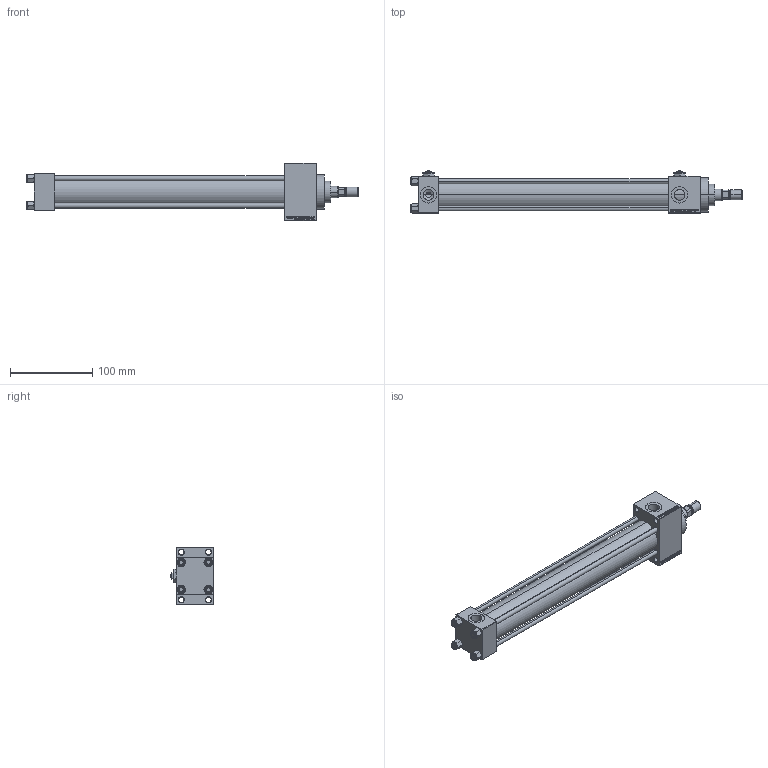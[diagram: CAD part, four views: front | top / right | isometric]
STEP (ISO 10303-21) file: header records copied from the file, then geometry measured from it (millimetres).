
FILE_DESCRIPTION (( 'STEP AP203' ), '1' );
FILE_NAME ('9827.STEP', '2025-01-04T17:36:32', ( '' ), ( '' ), 'SwSTEP 2.0', 'SolidWorks 2019', '' );
FILE_SCHEMA (( 'CONFIG_CONTROL_DESIGN' ));
Length unit declared in the file: millimetre
Products named in the file (8): 9827; V215CR_D_TYCINKA a868199a8d60092029d1fc59bb1a23d3; Zatka_pro_OIL_PORT a868199a8d60092029d1fc59bb1a23d3; V215_VC_A a868199a8d60092029d1fc59bb1a23d3; V215CR_D_Body a868199a8d60092029d1fc59bb1a23d3; V215CR_VCP_D a868199a8d60092029d1fc59bb1a23d3; NUT_M5_D a868199a8d60092029d1fc59bb1a23d3; ROD_END_AH a868199a8d60092029d1fc59bb1a23d3
Assembly tree (14 placements, depth 2):
  9827
    V215CR_D_Body a868199a8d60092029d1fc59bb1a23d3
    V215CR_VCP_D a868199a8d60092029d1fc59bb1a23d3
    NUT_M5_D a868199a8d60092029d1fc59bb1a23d3  x4
    V215CR_D_TYCINKA a868199a8d60092029d1fc59bb1a23d3  x4
    V215_VC_A a868199a8d60092029d1fc59bb1a23d3
    ROD_END_AH a868199a8d60092029d1fc59bb1a23d3
    Zatka_pro_OIL_PORT a868199a8d60092029d1fc59bb1a23d3  x2
Bounding box: 404 x 52 x 70 mm (x, y, z)
Volume: 368088.9 mm3; surface area: 156015.1 mm2
Topology: 14 solids, 14 shells, 1215 faces, 2999 edges, 1930 vertices
Faces by surface type: plane 546, bspline 368, cone 188, cylinder 103, torus 10
Entity records: 49585 total; most frequent: CARTESIAN_POINT 25718, ORIENTED_EDGE 5298, DIRECTION 3499, EDGE_CURVE 2649, VERTEX_POINT 1728, VECTOR 1557, LINE 1557, EDGE_LOOP 1193
